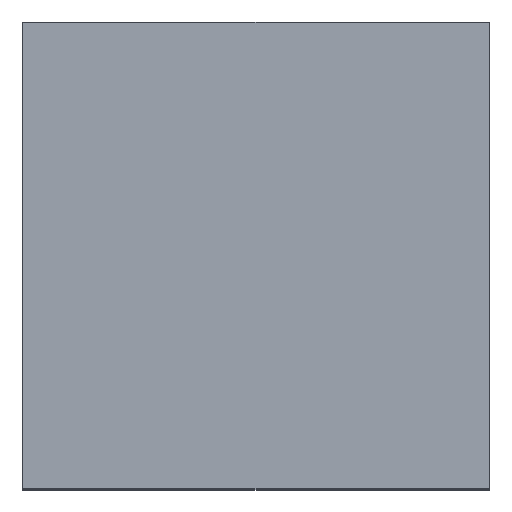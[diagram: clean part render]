
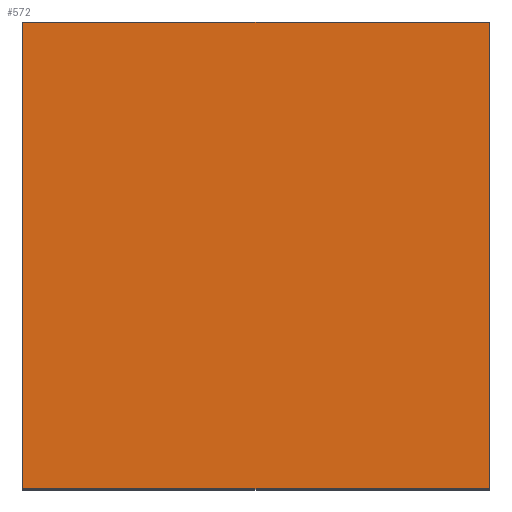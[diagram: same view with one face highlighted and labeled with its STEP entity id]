
A CAD part, top view. The second image highlights one B-rep face of the part: STEP entity #572.
In plain terms, the highlighted planar face has unit normal (0, 0, 1).
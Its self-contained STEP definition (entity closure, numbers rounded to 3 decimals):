
#387 = VERTEX_POINT('',#388);
#388 = CARTESIAN_POINT('',(-9.,-9.,13.));
#395 = PLANE('',#396);
#396 = AXIS2_PLACEMENT_3D('',#397,#398,#399);
#397 = CARTESIAN_POINT('',(-9.,-9.,-13.));
#398 = DIRECTION('',(1.,0.,0.));
#399 = DIRECTION('',(0.,0.,1.));
#407 = PLANE('',#408);
#408 = AXIS2_PLACEMENT_3D('',#409,#410,#411);
#409 = CARTESIAN_POINT('',(-9.,-9.,-13.));
#410 = DIRECTION('',(0.,1.,0.));
#411 = DIRECTION('',(0.,0.,1.));
#446 = VERTEX_POINT('',#447);
#447 = CARTESIAN_POINT('',(-9.,9.,13.));
#461 = PLANE('',#462);
#462 = AXIS2_PLACEMENT_3D('',#463,#464,#465);
#463 = CARTESIAN_POINT('',(-9.,9.,-13.));
#464 = DIRECTION('',(0.,1.,0.));
#465 = DIRECTION('',(0.,0.,1.));
#473 = EDGE_CURVE('',#387,#446,#474,.T.);
#474 = SURFACE_CURVE('',#475,(#479,#486),.PCURVE_S1.);
#475 = LINE('',#476,#477);
#476 = CARTESIAN_POINT('',(-9.,-9.,13.));
#477 = VECTOR('',#478,1.);
#478 = DIRECTION('',(0.,1.,0.));
#479 = PCURVE('',#395,#480);
#480 = DEFINITIONAL_REPRESENTATION('',(#481),#485);
#481 = LINE('',#482,#483);
#482 = CARTESIAN_POINT('',(26.,0.));
#483 = VECTOR('',#484,1.);
#484 = DIRECTION('',(0.,-1.));
#485 = ( GEOMETRIC_REPRESENTATION_CONTEXT(2) 
PARAMETRIC_REPRESENTATION_CONTEXT() REPRESENTATION_CONTEXT('2D SPACE',''
  ) );
#486 = PCURVE('',#487,#492);
#487 = PLANE('',#488);
#488 = AXIS2_PLACEMENT_3D('',#489,#490,#491);
#489 = CARTESIAN_POINT('',(-9.,-9.,13.));
#490 = DIRECTION('',(0.,0.,1.));
#491 = DIRECTION('',(1.,0.,0.));
#492 = DEFINITIONAL_REPRESENTATION('',(#493),#497);
#493 = LINE('',#494,#495);
#494 = CARTESIAN_POINT('',(0.,0.));
#495 = VECTOR('',#496,1.);
#496 = DIRECTION('',(0.,1.));
#497 = ( GEOMETRIC_REPRESENTATION_CONTEXT(2) 
PARAMETRIC_REPRESENTATION_CONTEXT() REPRESENTATION_CONTEXT('2D SPACE',''
  ) );
#505 = VERTEX_POINT('',#506);
#506 = CARTESIAN_POINT('',(9.,-9.,13.));
#520 = PLANE('',#521);
#521 = AXIS2_PLACEMENT_3D('',#522,#523,#524);
#522 = CARTESIAN_POINT('',(9.,-9.,-13.));
#523 = DIRECTION('',(1.,0.,0.));
#524 = DIRECTION('',(0.,0.,1.));
#552 = EDGE_CURVE('',#387,#505,#553,.T.);
#553 = SURFACE_CURVE('',#554,(#558,#565),.PCURVE_S1.);
#554 = LINE('',#555,#556);
#555 = CARTESIAN_POINT('',(-9.,-9.,13.));
#556 = VECTOR('',#557,1.);
#557 = DIRECTION('',(1.,0.,0.));
#558 = PCURVE('',#407,#559);
#559 = DEFINITIONAL_REPRESENTATION('',(#560),#564);
#560 = LINE('',#561,#562);
#561 = CARTESIAN_POINT('',(26.,0.));
#562 = VECTOR('',#563,1.);
#563 = DIRECTION('',(0.,1.));
#564 = ( GEOMETRIC_REPRESENTATION_CONTEXT(2) 
PARAMETRIC_REPRESENTATION_CONTEXT() REPRESENTATION_CONTEXT('2D SPACE',''
  ) );
#565 = PCURVE('',#487,#566);
#566 = DEFINITIONAL_REPRESENTATION('',(#567),#571);
#567 = LINE('',#568,#569);
#568 = CARTESIAN_POINT('',(0.,0.));
#569 = VECTOR('',#570,1.);
#570 = DIRECTION('',(1.,0.));
#571 = ( GEOMETRIC_REPRESENTATION_CONTEXT(2) 
PARAMETRIC_REPRESENTATION_CONTEXT() REPRESENTATION_CONTEXT('2D SPACE',''
  ) );
#572 = ADVANCED_FACE('',(#573),#487,.T.);
#573 = FACE_BOUND('',#574,.T.);
#574 = EDGE_LOOP('',(#575,#576,#577,#600));
#575 = ORIENTED_EDGE('',*,*,#473,.F.);
#576 = ORIENTED_EDGE('',*,*,#552,.T.);
#577 = ORIENTED_EDGE('',*,*,#578,.T.);
#578 = EDGE_CURVE('',#505,#579,#581,.T.);
#579 = VERTEX_POINT('',#580);
#580 = CARTESIAN_POINT('',(9.,9.,13.));
#581 = SURFACE_CURVE('',#582,(#586,#593),.PCURVE_S1.);
#582 = LINE('',#583,#584);
#583 = CARTESIAN_POINT('',(9.,-9.,13.));
#584 = VECTOR('',#585,1.);
#585 = DIRECTION('',(0.,1.,0.));
#586 = PCURVE('',#487,#587);
#587 = DEFINITIONAL_REPRESENTATION('',(#588),#592);
#588 = LINE('',#589,#590);
#589 = CARTESIAN_POINT('',(18.,0.));
#590 = VECTOR('',#591,1.);
#591 = DIRECTION('',(0.,1.));
#592 = ( GEOMETRIC_REPRESENTATION_CONTEXT(2) 
PARAMETRIC_REPRESENTATION_CONTEXT() REPRESENTATION_CONTEXT('2D SPACE',''
  ) );
#593 = PCURVE('',#520,#594);
#594 = DEFINITIONAL_REPRESENTATION('',(#595),#599);
#595 = LINE('',#596,#597);
#596 = CARTESIAN_POINT('',(26.,0.));
#597 = VECTOR('',#598,1.);
#598 = DIRECTION('',(0.,-1.));
#599 = ( GEOMETRIC_REPRESENTATION_CONTEXT(2) 
PARAMETRIC_REPRESENTATION_CONTEXT() REPRESENTATION_CONTEXT('2D SPACE',''
  ) );
#600 = ORIENTED_EDGE('',*,*,#601,.F.);
#601 = EDGE_CURVE('',#446,#579,#602,.T.);
#602 = SURFACE_CURVE('',#603,(#607,#614),.PCURVE_S1.);
#603 = LINE('',#604,#605);
#604 = CARTESIAN_POINT('',(-9.,9.,13.));
#605 = VECTOR('',#606,1.);
#606 = DIRECTION('',(1.,0.,0.));
#607 = PCURVE('',#487,#608);
#608 = DEFINITIONAL_REPRESENTATION('',(#609),#613);
#609 = LINE('',#610,#611);
#610 = CARTESIAN_POINT('',(0.,18.));
#611 = VECTOR('',#612,1.);
#612 = DIRECTION('',(1.,0.));
#613 = ( GEOMETRIC_REPRESENTATION_CONTEXT(2) 
PARAMETRIC_REPRESENTATION_CONTEXT() REPRESENTATION_CONTEXT('2D SPACE',''
  ) );
#614 = PCURVE('',#461,#615);
#615 = DEFINITIONAL_REPRESENTATION('',(#616),#620);
#616 = LINE('',#617,#618);
#617 = CARTESIAN_POINT('',(26.,0.));
#618 = VECTOR('',#619,1.);
#619 = DIRECTION('',(0.,1.));
#620 = ( GEOMETRIC_REPRESENTATION_CONTEXT(2) 
PARAMETRIC_REPRESENTATION_CONTEXT() REPRESENTATION_CONTEXT('2D SPACE',''
  ) );
